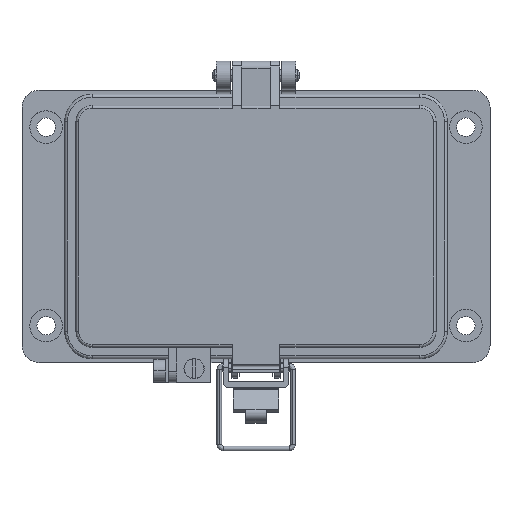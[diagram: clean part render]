
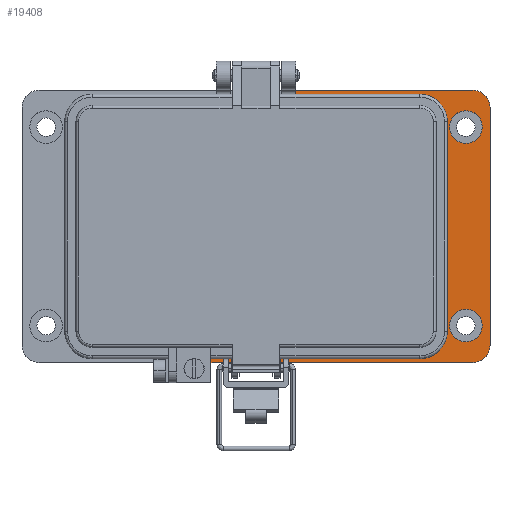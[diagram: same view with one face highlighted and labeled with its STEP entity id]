
A CAD part, top view. The second image highlights one B-rep face of the part: STEP entity #19408.
In plain terms, the highlighted planar face has unit normal (0, 0, 1).
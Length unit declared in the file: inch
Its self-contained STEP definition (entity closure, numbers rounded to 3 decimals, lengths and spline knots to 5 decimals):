
#86 = VERTEX_POINT ( 'NONE', #18166 ) ;
#360 = DIRECTION ( 'NONE',  ( 0., 0., -1. ) ) ;
#383 = AXIS2_PLACEMENT_3D ( 'NONE', #5082, #16874, #6743 ) ;
#405 = EDGE_LOOP ( 'NONE', ( #14938, #15630 ) ) ;
#612 = VECTOR ( 'NONE', #16730, 39.37008 ) ;
#1325 = EDGE_CURVE ( 'NONE', #18809, #2921, #11529, .T. ) ;
#1422 = AXIS2_PLACEMENT_3D ( 'NONE', #16267, #6156, #17981 ) ;
#1473 = AXIS2_PLACEMENT_3D ( 'NONE', #17236, #7112, #18933 ) ;
#1529 = CARTESIAN_POINT ( 'NONE',  ( 3.01099, 1.88928, -0.0814 ) ) ;
#1565 = CARTESIAN_POINT ( 'NONE',  ( 0.55109, 1.7712, -0.0814 ) ) ;
#1821 = FACE_BOUND ( 'NONE', #2850, .T. ) ;
#1900 = CARTESIAN_POINT ( 'NONE',  ( 2.59781, -1.4641, -0.0814 ) ) ;
#1950 = EDGE_CURVE ( 'NONE', #6771, #19786, #19335, .T. ) ;
#2002 = CARTESIAN_POINT ( 'NONE',  ( 3.13901, 1.3776, -0.0814 ) ) ;
#2265 = ORIENTED_EDGE ( 'NONE', *, *, #5893, .T. ) ;
#2269 = DIRECTION ( 'NONE',  ( -1., 0., 0. ) ) ;
#2365 = DIRECTION ( 'NONE',  ( 0., 0., 1. ) ) ;
#2850 = EDGE_LOOP ( 'NONE', ( #9793, #4570 ) ) ;
#2917 = EDGE_CURVE ( 'NONE', #16027, #20686, #7349, .T. ) ;
#2921 = VERTEX_POINT ( 'NONE', #15996 ) ;
#2945 = DIRECTION ( 'NONE',  ( 0., 0., -1. ) ) ;
#2949 = LINE ( 'NONE', #5650, #7940 ) ;
#3330 = VERTEX_POINT ( 'NONE', #8223 ) ;
#3458 = LINE ( 'NONE', #12165, #5812 ) ;
#3510 = CARTESIAN_POINT ( 'NONE',  ( 3.01099, 1.88928, -0.0814 ) ) ;
#3599 = CIRCLE ( 'NONE', #383, 0.22632 ) ;
#3632 = ORIENTED_EDGE ( 'NONE', *, *, #18311, .T. ) ;
#3932 = VECTOR ( 'NONE', #7007, 39.37008 ) ;
#3937 = LINE ( 'NONE', #16329, #11878 ) ;
#3995 = PLANE ( 'NONE',  #15275 ) ;
#4086 = ORIENTED_EDGE ( 'NONE', *, *, #14211, .T. ) ;
#4570 = ORIENTED_EDGE ( 'NONE', *, *, #5345, .T. ) ;
#4610 = VERTEX_POINT ( 'NONE', #10930 ) ;
#4743 = EDGE_CURVE ( 'NONE', #19722, #18809, #3937, .T. ) ;
#4906 = VECTOR ( 'NONE', #20049, 39.37008 ) ;
#4933 = CARTESIAN_POINT ( 'NONE',  ( 3.01109, -1.65312, -0.0814 ) ) ;
#4962 = ORIENTED_EDGE ( 'NONE', *, *, #15955, .F. ) ;
#5082 = CARTESIAN_POINT ( 'NONE',  ( 2.91269, 1.3776, -0.0814 ) ) ;
#5100 = LINE ( 'NONE', #1529, #612 ) ;
#5147 = DIRECTION ( 'NONE',  ( -1., 0., 0. ) ) ;
#5345 = EDGE_CURVE ( 'NONE', #20263, #21758, #16577, .T. ) ;
#5618 = VERTEX_POINT ( 'NONE', #1900 ) ;
#5650 = CARTESIAN_POINT ( 'NONE',  ( -2.37891, -1.7712, -0.0814 ) ) ;
#5812 = VECTOR ( 'NONE', #13885, 39.37008 ) ;
#5893 = EDGE_CURVE ( 'NONE', #4610, #11904, #15205, .T. ) ;
#6156 = DIRECTION ( 'NONE',  ( 0., 0., -1. ) ) ;
#6184 = ORIENTED_EDGE ( 'NONE', *, *, #6361, .F. ) ;
#6205 = DIRECTION ( 'NONE',  ( 1., 0., 0. ) ) ;
#6361 = EDGE_CURVE ( 'NONE', #17494, #3330, #12802, .T. ) ;
#6532 = EDGE_CURVE ( 'NONE', #21758, #20263, #13857, .T. ) ;
#6606 = DIRECTION ( 'NONE',  ( -1., 0., 0. ) ) ;
#6743 = DIRECTION ( 'NONE',  ( -1., 0., 0. ) ) ;
#6771 = VERTEX_POINT ( 'NONE', #7827 ) ;
#6783 = AXIS2_PLACEMENT_3D ( 'NONE', #17705, #7571, #19387 ) ;
#7007 = DIRECTION ( 'NONE',  ( 0., -1., 0. ) ) ;
#7044 = CARTESIAN_POINT ( 'NONE',  ( 2.2908, 1.7712, -0.0814 ) ) ;
#7112 = DIRECTION ( 'NONE',  ( 0., 0., -1. ) ) ;
#7349 = CIRCLE ( 'NONE', #6783, 0.23616 ) ;
#7557 = CARTESIAN_POINT ( 'NONE',  ( 3.24725, -1.65312, -0.0814 ) ) ;
#7571 = DIRECTION ( 'NONE',  ( 0., 0., -1. ) ) ;
#7609 = ORIENTED_EDGE ( 'NONE', *, *, #10677, .F. ) ;
#7827 = CARTESIAN_POINT ( 'NONE',  ( 2.68637, 1.3776, -0.0814 ) ) ;
#7940 = VECTOR ( 'NONE', #2269, 39.37008 ) ;
#8123 = EDGE_CURVE ( 'NONE', #19786, #6771, #3599, .T. ) ;
#8223 = CARTESIAN_POINT ( 'NONE',  ( 3.01109, -1.88928, -0.0814 ) ) ;
#8419 = EDGE_CURVE ( 'NONE', #2921, #5618, #14955, .T. ) ;
#8681 = CARTESIAN_POINT ( 'NONE',  ( 2.59781, 0.21352, -0.0814 ) ) ;
#8695 = DIRECTION ( 'NONE',  ( 0., 1., 0. ) ) ;
#9270 = ORIENTED_EDGE ( 'NONE', *, *, #15521, .F. ) ;
#9370 = LINE ( 'NONE', #18365, #4906 ) ;
#9793 = ORIENTED_EDGE ( 'NONE', *, *, #6532, .T. ) ;
#9898 = AXIS2_PLACEMENT_3D ( 'NONE', #13083, #2945, #14784 ) ;
#10005 = ORIENTED_EDGE ( 'NONE', *, *, #2917, .F. ) ;
#10436 = CARTESIAN_POINT ( 'NONE',  ( 2.91269, -1.3776, -0.0814 ) ) ;
#10677 = EDGE_CURVE ( 'NONE', #86, #16027, #5100, .T. ) ;
#10762 = FACE_BOUND ( 'NONE', #405, .T. ) ;
#10930 = CARTESIAN_POINT ( 'NONE',  ( -0.70843, -1.88928, -0.0814 ) ) ;
#11075 = ORIENTED_EDGE ( 'NONE', *, *, #4743, .T. ) ;
#11483 = AXIS2_PLACEMENT_3D ( 'NONE', #4933, #16740, #6606 ) ;
#11529 = CIRCLE ( 'NONE', #16678, 0.30701 ) ;
#11748 = DIRECTION ( 'NONE',  ( 1., 0., 0. ) ) ;
#11878 = VECTOR ( 'NONE', #6205, 39.37008 ) ;
#11904 = VERTEX_POINT ( 'NONE', #12970 ) ;
#12155 = DIRECTION ( 'NONE',  ( -1., 0., 0. ) ) ;
#12165 = CARTESIAN_POINT ( 'NONE',  ( 3.24725, -1.65312, -0.0814 ) ) ;
#12493 = CARTESIAN_POINT ( 'NONE',  ( -2.37891, 0.21352, -0.0814 ) ) ;
#12611 = VECTOR ( 'NONE', #8695, 39.37008 ) ;
#12802 = CIRCLE ( 'NONE', #11483, 0.23616 ) ;
#12853 = CARTESIAN_POINT ( 'NONE',  ( -0.70843, -1.7712, -0.0814 ) ) ;
#12970 = CARTESIAN_POINT ( 'NONE',  ( 0.55109, -1.88928, -0.0814 ) ) ;
#13007 = VERTEX_POINT ( 'NONE', #12853 ) ;
#13083 = CARTESIAN_POINT ( 'NONE',  ( 2.91269, -1.3776, -0.0814 ) ) ;
#13368 = CARTESIAN_POINT ( 'NONE',  ( 2.2908, 1.46419, -0.0814 ) ) ;
#13857 = CIRCLE ( 'NONE', #14485, 0.22632 ) ;
#13885 = DIRECTION ( 'NONE',  ( 0., -1., 0. ) ) ;
#14211 = EDGE_CURVE ( 'NONE', #15608, #13007, #2949, .T. ) ;
#14214 = DIRECTION ( 'NONE',  ( 1., 0., 0. ) ) ;
#14433 = VECTOR ( 'NONE', #20488, 39.37008 ) ;
#14485 = AXIS2_PLACEMENT_3D ( 'NONE', #10436, #360, #12155 ) ;
#14513 = EDGE_CURVE ( 'NONE', #20686, #17494, #3458, .T. ) ;
#14784 = DIRECTION ( 'NONE',  ( -1., 0., 0. ) ) ;
#14938 = ORIENTED_EDGE ( 'NONE', *, *, #1950, .T. ) ;
#14955 = LINE ( 'NONE', #8681, #14433 ) ;
#14999 = LINE ( 'NONE', #18819, #12611 ) ;
#15205 = LINE ( 'NONE', #16834, #19141 ) ;
#15253 = DIRECTION ( 'NONE',  ( 0., 0., -1. ) ) ;
#15275 = AXIS2_PLACEMENT_3D ( 'NONE', #12493, #2365, #14214 ) ;
#15521 = EDGE_CURVE ( 'NONE', #4610, #13007, #14999, .T. ) ;
#15523 = CARTESIAN_POINT ( 'NONE',  ( 0.55109, 0.21352, -0.0814 ) ) ;
#15608 = VERTEX_POINT ( 'NONE', #17190 ) ;
#15630 = ORIENTED_EDGE ( 'NONE', *, *, #8123, .T. ) ;
#15955 = EDGE_CURVE ( 'NONE', #3330, #11904, #9370, .T. ) ;
#15996 = CARTESIAN_POINT ( 'NONE',  ( 2.59781, 1.46428, -0.0814 ) ) ;
#16027 = VERTEX_POINT ( 'NONE', #3510 ) ;
#16081 = EDGE_CURVE ( 'NONE', #5618, #15608, #21750, .T. ) ;
#16267 = CARTESIAN_POINT ( 'NONE',  ( 2.91269, 1.3776, -0.0814 ) ) ;
#16329 = CARTESIAN_POINT ( 'NONE',  ( -2.37891, 1.7712, -0.0814 ) ) ;
#16577 = CIRCLE ( 'NONE', #9898, 0.22632 ) ;
#16678 = AXIS2_PLACEMENT_3D ( 'NONE', #13368, #15253, #5147 ) ;
#16730 = DIRECTION ( 'NONE',  ( 1., 0., 0. ) ) ;
#16740 = DIRECTION ( 'NONE',  ( 0., 0., -1. ) ) ;
#16834 = CARTESIAN_POINT ( 'NONE',  ( -0.07867, -1.88928, -0.0814 ) ) ;
#16874 = DIRECTION ( 'NONE',  ( 0., 0., -1. ) ) ;
#16877 = LINE ( 'NONE', #15523, #3932 ) ;
#17190 = CARTESIAN_POINT ( 'NONE',  ( 2.29095, -1.7712, -0.0814 ) ) ;
#17236 = CARTESIAN_POINT ( 'NONE',  ( 2.2908, -1.46419, -0.0814 ) ) ;
#17461 = ORIENTED_EDGE ( 'NONE', *, *, #1325, .T. ) ;
#17494 = VERTEX_POINT ( 'NONE', #7557 ) ;
#17705 = CARTESIAN_POINT ( 'NONE',  ( 3.01109, 1.65312, -0.0814 ) ) ;
#17981 = DIRECTION ( 'NONE',  ( -1., 0., 0. ) ) ;
#18166 = CARTESIAN_POINT ( 'NONE',  ( 0.55109, 1.88928, -0.0814 ) ) ;
#18311 = EDGE_CURVE ( 'NONE', #86, #19722, #16877, .T. ) ;
#18322 = ORIENTED_EDGE ( 'NONE', *, *, #14513, .F. ) ;
#18330 = EDGE_LOOP ( 'NONE', ( #20385, #20150, #4086, #9270, #2265, #4962, #6184, #18322, #10005, #7609, #3632, #11075, #17461 ) ) ;
#18365 = CARTESIAN_POINT ( 'NONE',  ( 0.42323, -1.88928, -0.0814 ) ) ;
#18809 = VERTEX_POINT ( 'NONE', #7044 ) ;
#18819 = CARTESIAN_POINT ( 'NONE',  ( -0.70843, -2.00736, -0.0814 ) ) ;
#18933 = DIRECTION ( 'NONE',  ( -1., 0., 0. ) ) ;
#19141 = VECTOR ( 'NONE', #11748, 39.37008 ) ;
#19234 = FACE_OUTER_BOUND ( 'NONE', #18330, .T. ) ;
#19243 = CARTESIAN_POINT ( 'NONE',  ( 2.68637, -1.3776, -0.0814 ) ) ;
#19335 = CIRCLE ( 'NONE', #1422, 0.22632 ) ;
#19387 = DIRECTION ( 'NONE',  ( -1., 0., 0. ) ) ;
#19408 = ADVANCED_FACE ( 'NONE', ( #19234, #1821, #10762 ), #3995, .T. ) ;
#19722 = VERTEX_POINT ( 'NONE', #1565 ) ;
#19786 = VERTEX_POINT ( 'NONE', #2002 ) ;
#20049 = DIRECTION ( 'NONE',  ( -1., 0., 0. ) ) ;
#20060 = CARTESIAN_POINT ( 'NONE',  ( 3.13901, -1.3776, -0.0814 ) ) ;
#20150 = ORIENTED_EDGE ( 'NONE', *, *, #16081, .T. ) ;
#20263 = VERTEX_POINT ( 'NONE', #20060 ) ;
#20385 = ORIENTED_EDGE ( 'NONE', *, *, #8419, .T. ) ;
#20488 = DIRECTION ( 'NONE',  ( 0., -1., 0. ) ) ;
#20686 = VERTEX_POINT ( 'NONE', #21120 ) ;
#21120 = CARTESIAN_POINT ( 'NONE',  ( 3.24725, 1.65312, -0.0814 ) ) ;
#21750 = CIRCLE ( 'NONE', #1473, 0.30701 ) ;
#21758 = VERTEX_POINT ( 'NONE', #19243 ) ;
